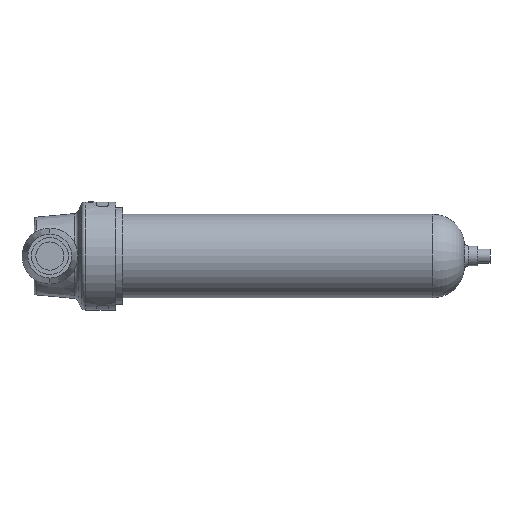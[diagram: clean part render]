
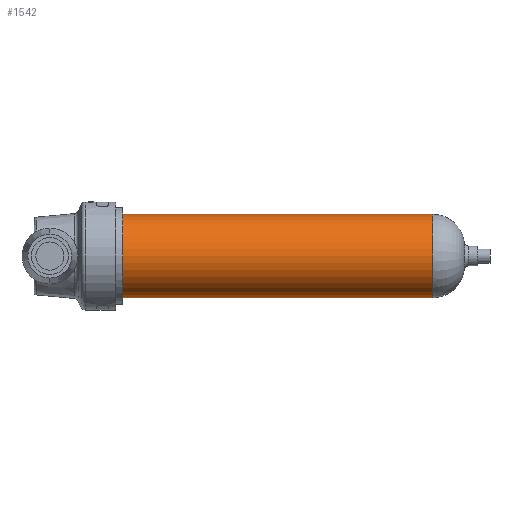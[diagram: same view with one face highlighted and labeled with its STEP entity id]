
A CAD part, left-side view. The second image highlights one B-rep face of the part: STEP entity #1542.
In plain terms, the highlighted cylindrical face has radius 47.5 mm (diameter 95 mm), a partial arc.
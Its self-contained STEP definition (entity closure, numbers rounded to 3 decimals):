
#82 = CARTESIAN_POINT ( 'NONE',  ( 0., -435.25, 47.5 ) ) ;
#187 = CARTESIAN_POINT ( 'NONE',  ( 0., 0., 0. ) ) ;
#561 = VECTOR ( 'NONE', #2018, 1000. ) ;
#580 = VERTEX_POINT ( 'NONE', #6506 ) ;
#691 = AXIS2_PLACEMENT_3D ( 'NONE', #187, #5515, #7878 ) ;
#871 = CYLINDRICAL_SURFACE ( 'NONE', #691, 47.5 ) ;
#1468 = CIRCLE ( 'NONE', #2301, 47.5 ) ;
#1542 = ADVANCED_FACE ( 'NONE', ( #4298 ), #871, .T. ) ;
#1603 = CARTESIAN_POINT ( 'NONE',  ( 0., 0., -47.5 ) ) ;
#1739 = AXIS2_PLACEMENT_3D ( 'NONE', #5421, #5343, #5312 ) ;
#1926 = EDGE_CURVE ( 'NONE', #6225, #7601, #4329, .T. ) ;
#2018 = DIRECTION ( 'NONE',  ( 0., -1., 0. ) ) ;
#2074 = EDGE_CURVE ( 'NONE', #2914, #580, #6863, .T. ) ;
#2301 = AXIS2_PLACEMENT_3D ( 'NONE', #6151, #6070, #3579 ) ;
#2452 = VECTOR ( 'NONE', #6311, 1000. ) ;
#2914 = VERTEX_POINT ( 'NONE', #3492 ) ;
#2950 = CARTESIAN_POINT ( 'NONE',  ( 0., -83., 47.5 ) ) ;
#3492 = CARTESIAN_POINT ( 'NONE',  ( 0., -83., -47.5 ) ) ;
#3579 = DIRECTION ( 'NONE',  ( 0., 0., -1. ) ) ;
#3617 = EDGE_CURVE ( 'NONE', #7601, #580, #1468, .T. ) ;
#3668 = EDGE_CURVE ( 'NONE', #6225, #2914, #7673, .T. ) ;
#4298 = FACE_OUTER_BOUND ( 'NONE', #5009, .T. ) ;
#4329 = LINE ( 'NONE', #6512, #2452 ) ;
#5009 = EDGE_LOOP ( 'NONE', ( #7664, #7761, #7861, #7954 ) ) ;
#5312 = DIRECTION ( 'NONE',  ( 0., 0., -1. ) ) ;
#5343 = DIRECTION ( 'NONE',  ( 0., -1., 0. ) ) ;
#5421 = CARTESIAN_POINT ( 'NONE',  ( 0., -83., 0. ) ) ;
#5515 = DIRECTION ( 'NONE',  ( 0., -1., 0. ) ) ;
#6070 = DIRECTION ( 'NONE',  ( 0., -1., 0. ) ) ;
#6151 = CARTESIAN_POINT ( 'NONE',  ( 0., -435.25, 0. ) ) ;
#6225 = VERTEX_POINT ( 'NONE', #2950 ) ;
#6311 = DIRECTION ( 'NONE',  ( 0., -1., 0. ) ) ;
#6506 = CARTESIAN_POINT ( 'NONE',  ( 0., -435.25, -47.5 ) ) ;
#6512 = CARTESIAN_POINT ( 'NONE',  ( 0., 0., 47.5 ) ) ;
#6863 = LINE ( 'NONE', #1603, #561 ) ;
#7601 = VERTEX_POINT ( 'NONE', #82 ) ;
#7664 = ORIENTED_EDGE ( 'NONE', *, *, #1926, .F. ) ;
#7673 = CIRCLE ( 'NONE', #1739, 47.5 ) ;
#7761 = ORIENTED_EDGE ( 'NONE', *, *, #3668, .T. ) ;
#7861 = ORIENTED_EDGE ( 'NONE', *, *, #2074, .T. ) ;
#7878 = DIRECTION ( 'NONE',  ( 0., 0., -1. ) ) ;
#7954 = ORIENTED_EDGE ( 'NONE', *, *, #3617, .F. ) ;
